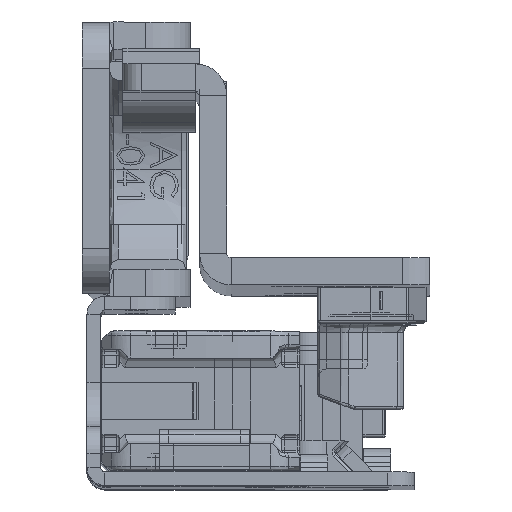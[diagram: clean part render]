
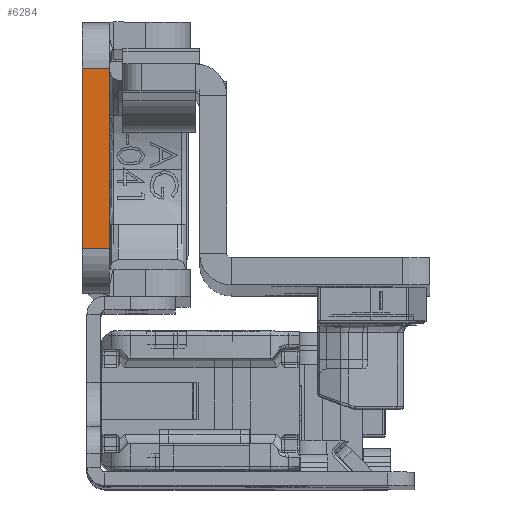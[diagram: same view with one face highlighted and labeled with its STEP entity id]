
A CAD part, top view. The second image highlights one B-rep face of the part: STEP entity #6284.
In plain terms, the highlighted planar face has unit normal (0, 0, 1).
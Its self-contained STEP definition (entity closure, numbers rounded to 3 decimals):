
#675 = VERTEX_POINT ( 'NONE', #26985 ) ;
#3166 = PLANE ( 'NONE',  #6695 ) ;
#3680 = ORIENTED_EDGE ( 'NONE', *, *, #46207, .F. ) ;
#4506 = DIRECTION ( 'NONE',  ( 0., -1., 0. ) ) ;
#6284 = ADVANCED_FACE ( 'NONE', ( #71064 ), #3166, .F. ) ;
#6695 = AXIS2_PLACEMENT_3D ( 'NONE', #69699, #63844, #58765 ) ;
#6945 = VECTOR ( 'NONE', #69244, 1000. ) ;
#7980 = CARTESIAN_POINT ( 'NONE',  ( 0., -22.5, 0. ) ) ;
#14380 = LINE ( 'NONE', #63695, #68415 ) ;
#18495 = VECTOR ( 'NONE', #4506, 1000. ) ;
#21686 = LINE ( 'NONE', #71408, #18495 ) ;
#23088 = EDGE_CURVE ( 'NONE', #675, #45989, #14380, .T. ) ;
#26895 = ORIENTED_EDGE ( 'NONE', *, *, #27565, .T. ) ;
#26985 = CARTESIAN_POINT ( 'NONE',  ( 3., 10., 0. ) ) ;
#27565 = EDGE_CURVE ( 'NONE', #45989, #62599, #46025, .T. ) ;
#28115 = ORIENTED_EDGE ( 'NONE', *, *, #47495, .F. ) ;
#29152 = CARTESIAN_POINT ( 'NONE',  ( 0., 10., 0. ) ) ;
#29420 = ORIENTED_EDGE ( 'NONE', *, *, #23088, .T. ) ;
#30270 = DIRECTION ( 'NONE',  ( 0., -1., 0. ) ) ;
#30743 = CARTESIAN_POINT ( 'NONE',  ( 3., -10., 0. ) ) ;
#31314 = EDGE_LOOP ( 'NONE', ( #28115, #3680, #29420, #26895 ) ) ;
#35943 = DIRECTION ( 'NONE',  ( -1., 0., 0. ) ) ;
#37875 = VERTEX_POINT ( 'NONE', #30743 ) ;
#40735 = VECTOR ( 'NONE', #30270, 1000. ) ;
#45989 = VERTEX_POINT ( 'NONE', #29152 ) ;
#46025 = LINE ( 'NONE', #7980, #40735 ) ;
#46207 = EDGE_CURVE ( 'NONE', #675, #37875, #21686, .T. ) ;
#46627 = LINE ( 'NONE', #68875, #6945 ) ;
#46892 = CARTESIAN_POINT ( 'NONE',  ( 0., -10., 0. ) ) ;
#47495 = EDGE_CURVE ( 'NONE', #37875, #62599, #46627, .T. ) ;
#58765 = DIRECTION ( 'NONE',  ( -1., 0., 0. ) ) ;
#62599 = VERTEX_POINT ( 'NONE', #46892 ) ;
#63695 = CARTESIAN_POINT ( 'NONE',  ( 3., 10., 0. ) ) ;
#63844 = DIRECTION ( 'NONE',  ( 0., 0., -1. ) ) ;
#68415 = VECTOR ( 'NONE', #35943, 1000. ) ;
#68875 = CARTESIAN_POINT ( 'NONE',  ( 3., -10., 0. ) ) ;
#69244 = DIRECTION ( 'NONE',  ( -1., 0., 0. ) ) ;
#69699 = CARTESIAN_POINT ( 'NONE',  ( 3., -22.5, 0. ) ) ;
#71064 = FACE_OUTER_BOUND ( 'NONE', #31314, .T. ) ;
#71408 = CARTESIAN_POINT ( 'NONE',  ( 3., -22.5, 0. ) ) ;
